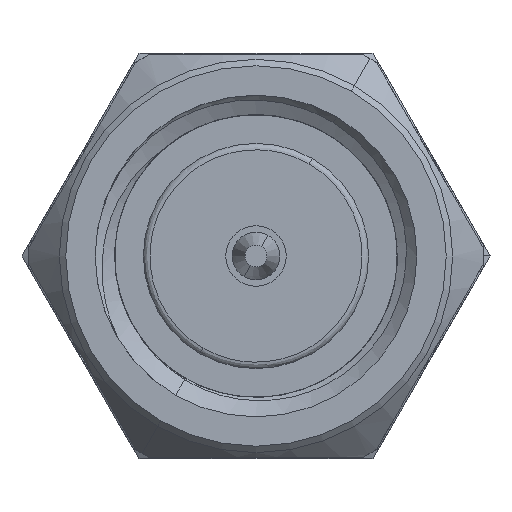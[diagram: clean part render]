
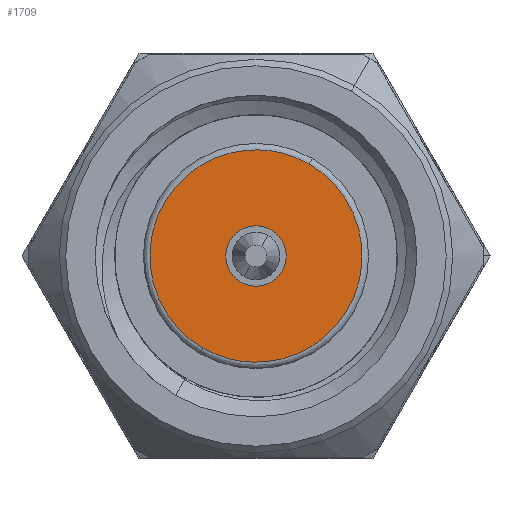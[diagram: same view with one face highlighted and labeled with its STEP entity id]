
A CAD part, left-side view. The second image highlights one B-rep face of the part: STEP entity #1709.
In plain terms, the highlighted planar face has unit normal (-1, 0, 0).
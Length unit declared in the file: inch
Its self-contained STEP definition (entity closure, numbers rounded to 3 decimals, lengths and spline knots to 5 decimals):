
#87 = CARTESIAN_POINT ( 'NONE',  ( 0.1, 0.04125, -0.07145 ) ) ;
#245 = EDGE_CURVE ( 'NONE', #2970, #6788, #2797, .T. ) ;
#938 = EDGE_CURVE ( 'NONE', #3440, #4595, #2078, .T. ) ;
#951 =( BOUNDED_CURVE ( )  B_SPLINE_CURVE ( 3, ( #7114, #3494, #6432, #3646 ),
 .UNSPECIFIED., .F., .F. ) 
 B_SPLINE_CURVE_WITH_KNOTS ( ( 4, 4 ),
 ( 0., 1. ),
 .UNSPECIFIED. ) 
 CURVE ( )  GEOMETRIC_REPRESENTATION_ITEM ( )  RATIONAL_B_SPLINE_CURVE ( ( 1., 0.333, 0.333, 1. ) ) 
 REPRESENTATION_ITEM ( '' )  );
#1427 = CARTESIAN_POINT ( 'NONE',  ( 0.1, 0., 0. ) ) ;
#1501 = EDGE_CURVE ( 'NONE', #6788, #2970, #951, .T. ) ;
#1709 = ADVANCED_FACE ( 'NONE', ( #2012, #4326 ), #3683, .F. ) ;
#1779 = DIRECTION ( 'NONE',  ( 0., 0.5, -0.866 ) ) ;
#2012 = FACE_OUTER_BOUND ( 'NONE', #5721, .T. ) ;
#2078 = CIRCLE ( 'NONE', #3777, 0.0235 ) ;
#2314 = CARTESIAN_POINT ( 'NONE',  ( 0.1, 0., 0. ) ) ;
#2499 = ORIENTED_EDGE ( 'NONE', *, *, #1501, .F. ) ;
#2550 = CIRCLE ( 'NONE', #4003, 0.0235 ) ;
#2571 = CARTESIAN_POINT ( 'NONE',  ( 0.1, 0.01175, -0.02035 ) ) ;
#2659 = EDGE_CURVE ( 'NONE', #4595, #3440, #2550, .T. ) ;
#2797 =( BOUNDED_CURVE ( )  B_SPLINE_CURVE ( 3, ( #7176, #5311, #4240, #87 ),
 .UNSPECIFIED., .F., .F. ) 
 B_SPLINE_CURVE_WITH_KNOTS ( ( 4, 4 ),
 ( 0., 1. ),
 .UNSPECIFIED. ) 
 CURVE ( )  GEOMETRIC_REPRESENTATION_ITEM ( )  RATIONAL_B_SPLINE_CURVE ( ( 1., 0.333, 0.333, 1. ) ) 
 REPRESENTATION_ITEM ( '' )  );
#2970 = VERTEX_POINT ( 'NONE', #6947 ) ;
#3404 = ORIENTED_EDGE ( 'NONE', *, *, #245, .F. ) ;
#3440 = VERTEX_POINT ( 'NONE', #2571 ) ;
#3494 = CARTESIAN_POINT ( 'NONE',  ( 0.1, 0.18414, 0.01105 ) ) ;
#3586 = CARTESIAN_POINT ( 'NONE',  ( 0.1, 0.04125, -0.07145 ) ) ;
#3646 = CARTESIAN_POINT ( 'NONE',  ( 0.1, -0.04125, 0.07145 ) ) ;
#3683 = PLANE ( 'NONE',  #7398 ) ;
#3757 = DIRECTION ( 'NONE',  ( 1., 0., 0. ) ) ;
#3777 = AXIS2_PLACEMENT_3D ( 'NONE', #4998, #6640, #7323 ) ;
#4003 = AXIS2_PLACEMENT_3D ( 'NONE', #2314, #4056, #1779 ) ;
#4056 = DIRECTION ( 'NONE',  ( -1., 0., 0. ) ) ;
#4240 = CARTESIAN_POINT ( 'NONE',  ( 0.1, -0.10164, -0.15395 ) ) ;
#4326 = FACE_BOUND ( 'NONE', #7447, .T. ) ;
#4595 = VERTEX_POINT ( 'NONE', #5369 ) ;
#4998 = CARTESIAN_POINT ( 'NONE',  ( 0.1, 0., 0. ) ) ;
#5311 = CARTESIAN_POINT ( 'NONE',  ( 0.1, -0.18414, -0.01105 ) ) ;
#5369 = CARTESIAN_POINT ( 'NONE',  ( 0.1, -0.01175, 0.02035 ) ) ;
#5421 = ORIENTED_EDGE ( 'NONE', *, *, #2659, .F. ) ;
#5721 = EDGE_LOOP ( 'NONE', ( #2499, #3404 ) ) ;
#6084 = DIRECTION ( 'NONE',  ( 0., 1., 0. ) ) ;
#6432 = CARTESIAN_POINT ( 'NONE',  ( 0.1, 0.10164, 0.15395 ) ) ;
#6640 = DIRECTION ( 'NONE',  ( -1., 0., 0. ) ) ;
#6788 = VERTEX_POINT ( 'NONE', #3586 ) ;
#6947 = CARTESIAN_POINT ( 'NONE',  ( 0.1, -0.04125, 0.07145 ) ) ;
#7114 = CARTESIAN_POINT ( 'NONE',  ( 0.1, 0.04125, -0.07145 ) ) ;
#7176 = CARTESIAN_POINT ( 'NONE',  ( 0.1, -0.04125, 0.07145 ) ) ;
#7193 = ORIENTED_EDGE ( 'NONE', *, *, #938, .F. ) ;
#7323 = DIRECTION ( 'NONE',  ( 0., 0.5, -0.866 ) ) ;
#7398 = AXIS2_PLACEMENT_3D ( 'NONE', #1427, #3757, #6084 ) ;
#7447 = EDGE_LOOP ( 'NONE', ( #7193, #5421 ) ) ;
